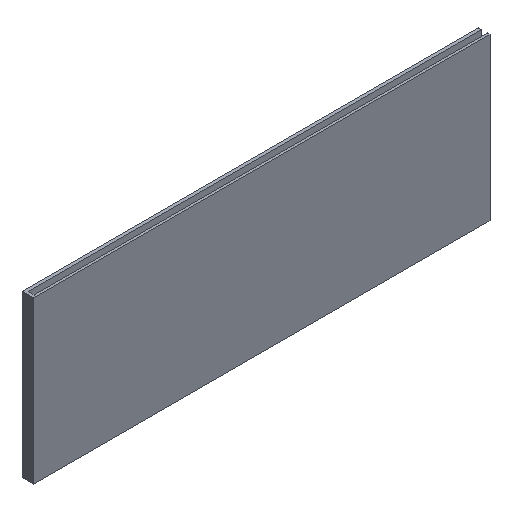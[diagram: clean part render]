
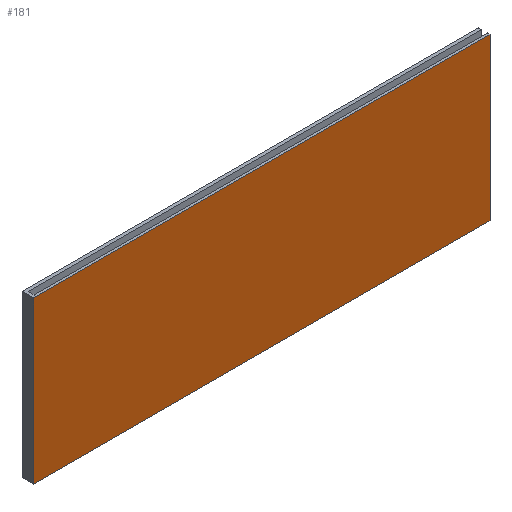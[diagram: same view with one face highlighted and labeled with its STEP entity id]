
A CAD part, isometric view. The second image highlights one B-rep face of the part: STEP entity #181.
In plain terms, the highlighted planar face has unit normal (0, -1, 0).
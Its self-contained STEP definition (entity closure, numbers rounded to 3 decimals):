
#15=FACE_OUTER_BOUND('',#25,.T.);
#25=EDGE_LOOP('',(#123,#124,#125,#126));
#35=LINE('',#271,#59);
#36=LINE('',#273,#60);
#37=LINE('',#275,#61);
#38=LINE('',#276,#62);
#59=VECTOR('',#225,10.);
#60=VECTOR('',#226,10.);
#61=VECTOR('',#227,10.);
#62=VECTOR('',#228,10.);
#83=VERTEX_POINT('',#269);
#84=VERTEX_POINT('',#270);
#85=VERTEX_POINT('',#272);
#86=VERTEX_POINT('',#274);
#99=EDGE_CURVE('',#83,#84,#35,.T.);
#100=EDGE_CURVE('',#83,#85,#36,.T.);
#101=EDGE_CURVE('',#86,#85,#37,.T.);
#102=EDGE_CURVE('',#84,#86,#38,.T.);
#123=ORIENTED_EDGE('',*,*,#99,.F.);
#124=ORIENTED_EDGE('',*,*,#100,.T.);
#125=ORIENTED_EDGE('',*,*,#101,.F.);
#126=ORIENTED_EDGE('',*,*,#102,.F.);
#171=PLANE('',#211);
#181=ADVANCED_FACE('',(#15),#171,.T.);
#211=AXIS2_PLACEMENT_3D('',#268,#223,#224);
#223=DIRECTION('center_axis',(0.,-1.,0.));
#224=DIRECTION('ref_axis',(-1.,0.,0.));
#225=DIRECTION('',(1.,0.,0.));
#226=DIRECTION('',(0.,0.,-1.));
#227=DIRECTION('',(-1.,0.,0.));
#228=DIRECTION('',(0.,0.,-1.));
#268=CARTESIAN_POINT('Origin',(28.294,-0.727,0.));
#269=CARTESIAN_POINT('',(0.,-0.727,0.));
#270=CARTESIAN_POINT('',(28.294,-0.727,0.));
#271=CARTESIAN_POINT('',(0.,-0.727,0.));
#272=CARTESIAN_POINT('',(0.,-0.727,-10.));
#273=CARTESIAN_POINT('',(0.,-0.727,0.));
#274=CARTESIAN_POINT('',(28.294,-0.727,-10.));
#275=CARTESIAN_POINT('',(0.,-0.727,-10.));
#276=CARTESIAN_POINT('',(28.294,-0.727,0.));
